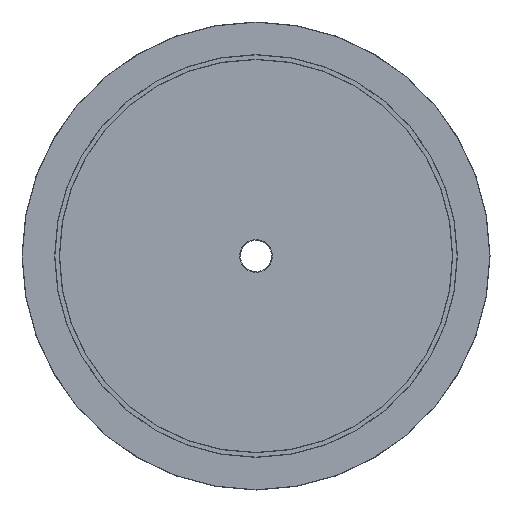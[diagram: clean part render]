
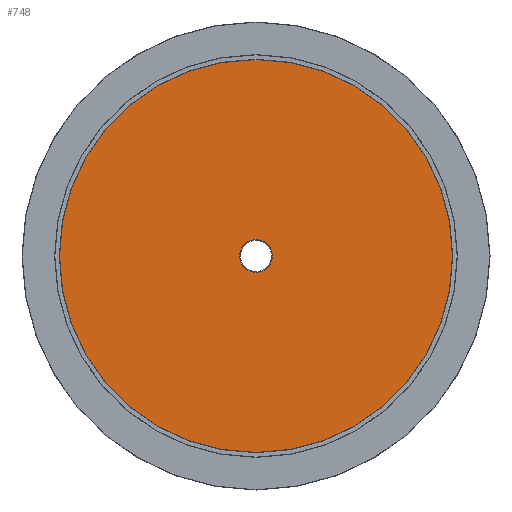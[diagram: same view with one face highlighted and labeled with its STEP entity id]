
A CAD part, front view. The second image highlights one B-rep face of the part: STEP entity #748.
In plain terms, the highlighted planar face has unit normal (0, -1, 0).
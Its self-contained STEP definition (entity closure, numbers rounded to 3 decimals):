
#7 = CIRCLE ( 'NONE', #502, 155.3 ) ;
#15 = VERTEX_POINT ( 'NONE', #536 ) ;
#56 = ORIENTED_EDGE ( 'NONE', *, *, #1101, .T. ) ;
#147 = EDGE_LOOP ( 'NONE', ( #56, #1205 ) ) ;
#192 = DIRECTION ( 'NONE',  ( 0., 0., -1. ) ) ;
#272 = ORIENTED_EDGE ( 'NONE', *, *, #1163, .T. ) ;
#323 = ORIENTED_EDGE ( 'NONE', *, *, #586, .T. ) ;
#337 = EDGE_CURVE ( 'NONE', #1089, #803, #1153, .T. ) ;
#437 = PLANE ( 'NONE',  #1381 ) ;
#502 = AXIS2_PLACEMENT_3D ( 'NONE', #783, #1270, #1400 ) ;
#516 = DIRECTION ( 'NONE',  ( 0., 1., 0. ) ) ;
#525 = DIRECTION ( 'NONE',  ( 0., 0., -1. ) ) ;
#536 = CARTESIAN_POINT ( 'NONE',  ( 0., 0., 155.3 ) ) ;
#539 = FACE_OUTER_BOUND ( 'NONE', #1550, .T. ) ;
#586 = EDGE_CURVE ( 'NONE', #1268, #15, #7, .T. ) ;
#666 = AXIS2_PLACEMENT_3D ( 'NONE', #761, #516, #525 ) ;
#748 = ADVANCED_FACE ( 'NONE', ( #1402, #539 ), #437, .T. ) ;
#761 = CARTESIAN_POINT ( 'NONE',  ( 0., 0., 0. ) ) ;
#783 = CARTESIAN_POINT ( 'NONE',  ( 0., 0., 0. ) ) ;
#795 = CARTESIAN_POINT ( 'NONE',  ( 0., 0., 0. ) ) ;
#803 = VERTEX_POINT ( 'NONE', #1318 ) ;
#824 = CIRCLE ( 'NONE', #1161, 13.05 ) ;
#911 = CIRCLE ( 'NONE', #955, 155.3 ) ;
#935 = CARTESIAN_POINT ( 'NONE',  ( 0., 0., 0. ) ) ;
#955 = AXIS2_PLACEMENT_3D ( 'NONE', #1415, #1061, #1297 ) ;
#1061 = DIRECTION ( 'NONE',  ( 0., -1., 0. ) ) ;
#1089 = VERTEX_POINT ( 'NONE', #1565 ) ;
#1101 = EDGE_CURVE ( 'NONE', #803, #1089, #824, .T. ) ;
#1153 = CIRCLE ( 'NONE', #666, 13.05 ) ;
#1161 = AXIS2_PLACEMENT_3D ( 'NONE', #935, #1557, #192 ) ;
#1163 = EDGE_CURVE ( 'NONE', #15, #1268, #911, .T. ) ;
#1205 = ORIENTED_EDGE ( 'NONE', *, *, #337, .T. ) ;
#1268 = VERTEX_POINT ( 'NONE', #1332 ) ;
#1270 = DIRECTION ( 'NONE',  ( 0., -1., 0. ) ) ;
#1297 = DIRECTION ( 'NONE',  ( 0., 0., -1. ) ) ;
#1318 = CARTESIAN_POINT ( 'NONE',  ( 0., 0., -13.05 ) ) ;
#1332 = CARTESIAN_POINT ( 'NONE',  ( 0., 0., -155.3 ) ) ;
#1381 = AXIS2_PLACEMENT_3D ( 'NONE', #795, #1528, #1411 ) ;
#1400 = DIRECTION ( 'NONE',  ( 0., 0., -1. ) ) ;
#1402 = FACE_BOUND ( 'NONE', #147, .T. ) ;
#1411 = DIRECTION ( 'NONE',  ( 0., 0., -1. ) ) ;
#1415 = CARTESIAN_POINT ( 'NONE',  ( 0., 0., 0. ) ) ;
#1528 = DIRECTION ( 'NONE',  ( 0., -1., 0. ) ) ;
#1550 = EDGE_LOOP ( 'NONE', ( #272, #323 ) ) ;
#1557 = DIRECTION ( 'NONE',  ( 0., 1., 0. ) ) ;
#1565 = CARTESIAN_POINT ( 'NONE',  ( 0., 0., 13.05 ) ) ;
